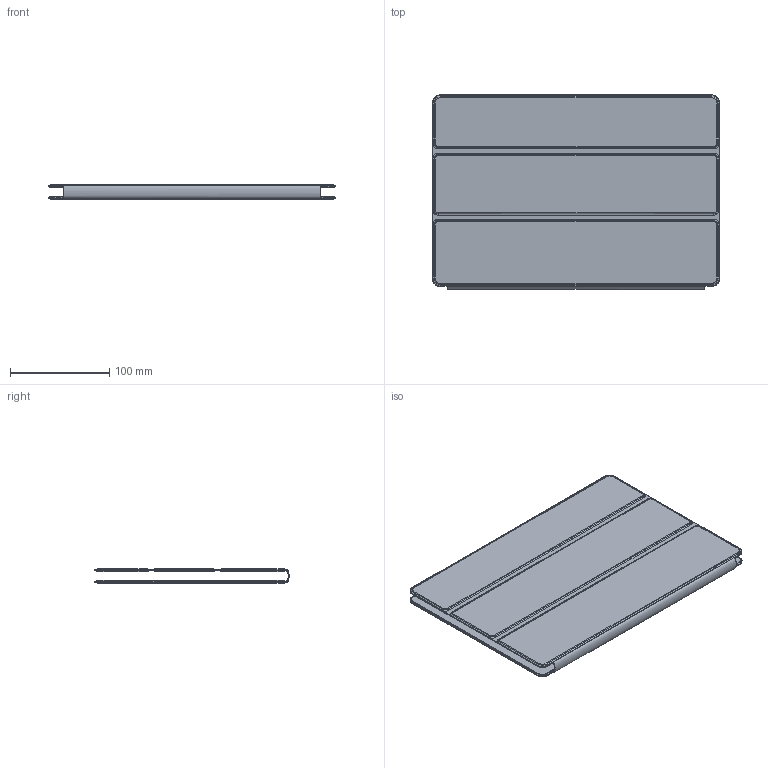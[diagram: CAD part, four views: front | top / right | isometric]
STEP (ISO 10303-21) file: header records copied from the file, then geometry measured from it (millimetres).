
FILE_DESCRIPTION(/* description */ (''),/* implementation_level */ '2;1');
FILE_NAME(/* name */ 'Lume Cover_3D Mockup.step',/* time_stamp */ '2023-05-03T15:06:54-07:00',/* author */ (''),/* organization */ (''),/* preprocessor_version */ 'ST-DEVELOPER v19.2',/* originating_system */ 'Autodesk Translation Framework v12.4.0.73',/* authorisation */ '');
FILE_SCHEMA (('AUTOMOTIVE_DESIGN { 1 0 10303 214 3 1 1 }'));
Length unit declared in the file: millimetre
Products named in the file (2): Lume Cover_3D Mockup; Closed (1)
Assembly tree (1 placements, depth 2):
  Lume Cover_3D Mockup
    Closed (1)
Bounding box: 288.5 x 195.35 x 14.5 mm (x, y, z)
Volume: 318408.8 mm3; surface area: 230637.5 mm2
Topology: 1 solids, 1 shells, 304 faces, 692 edges, 396 vertices
Faces by surface type: bspline 164, plane 65, cylinder 61, torus 8, sphere 6
Entity records: 17068 total; most frequent: CARTESIAN_POINT 11076, ORIENTED_EDGE 1384, DIRECTION 870, EDGE_CURVE 692, VERTEX_POINT 396, EDGE_LOOP 310, FACE_OUTER_BOUND 304, ADVANCED_FACE 304
